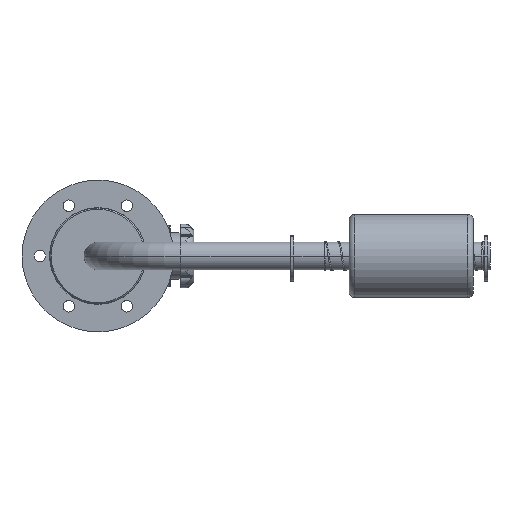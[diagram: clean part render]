
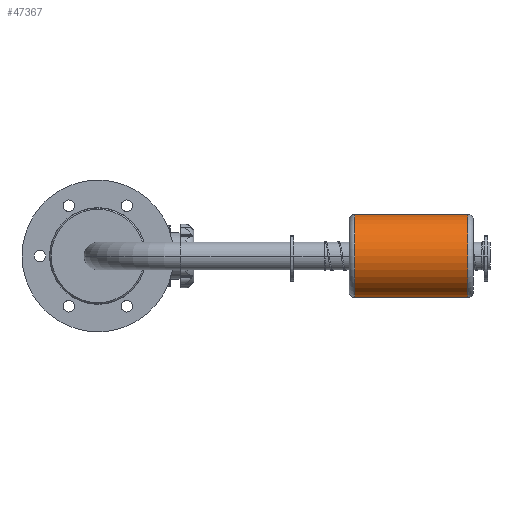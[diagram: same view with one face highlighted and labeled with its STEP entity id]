
A CAD part, front view. The second image highlights one B-rep face of the part: STEP entity #47367.
In plain terms, the highlighted cylindrical face has radius 15 mm (diameter 30 mm), a partial arc.
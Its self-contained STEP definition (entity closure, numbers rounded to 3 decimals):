
#663 = EDGE_LOOP ( 'NONE', ( #47751, #8924, #34810, #66116 ) ) ;
#6010 = CARTESIAN_POINT ( 'NONE',  ( 71.547, -80., 0. ) ) ;
#6589 = CARTESIAN_POINT ( 'NONE',  ( 93., -80., -15. ) ) ;
#8924 = ORIENTED_EDGE ( 'NONE', *, *, #33788, .T. ) ;
#11192 = CARTESIAN_POINT ( 'NONE',  ( 134., -80., -15. ) ) ;
#11357 = EDGE_CURVE ( 'NONE', #65796, #40747, #66320, .T. ) ;
#13533 = AXIS2_PLACEMENT_3D ( 'NONE', #23350, #45395, #67407 ) ;
#15220 = CARTESIAN_POINT ( 'NONE',  ( 71.547, -80., -15. ) ) ;
#19483 = AXIS2_PLACEMENT_3D ( 'NONE', #6010, #59430, #54019 ) ;
#20226 = EDGE_CURVE ( 'NONE', #40747, #50406, #40006, .T. ) ;
#23350 = CARTESIAN_POINT ( 'NONE',  ( 134., -80., 0. ) ) ;
#27343 = EDGE_CURVE ( 'NONE', #52736, #50406, #30774, .T. ) ;
#30774 = LINE ( 'NONE', #15220, #69361 ) ;
#33788 = EDGE_CURVE ( 'NONE', #52736, #65796, #68876, .T. ) ;
#34810 = ORIENTED_EDGE ( 'NONE', *, *, #11357, .T. ) ;
#36546 = CARTESIAN_POINT ( 'NONE',  ( 93., -80., 0. ) ) ;
#40006 = CIRCLE ( 'NONE', #50398, 15. ) ;
#40747 = VERTEX_POINT ( 'NONE', #58776 ) ;
#42109 = FACE_OUTER_BOUND ( 'NONE', #663, .T. ) ;
#45395 = DIRECTION ( 'NONE',  ( -1., 0., 0. ) ) ;
#47367 = ADVANCED_FACE ( 'NONE', ( #42109 ), #68841, .T. ) ;
#47694 = DIRECTION ( 'NONE',  ( 0., 0., -1. ) ) ;
#47751 = ORIENTED_EDGE ( 'NONE', *, *, #27343, .F. ) ;
#50398 = AXIS2_PLACEMENT_3D ( 'NONE', #36546, #63615, #47694 ) ;
#50406 = VERTEX_POINT ( 'NONE', #6589 ) ;
#52736 = VERTEX_POINT ( 'NONE', #11192 ) ;
#53518 = DIRECTION ( 'NONE',  ( -1., 0., 0. ) ) ;
#54019 = DIRECTION ( 'NONE',  ( 0., 0., 1. ) ) ;
#56608 = VECTOR ( 'NONE', #65971, 1000. ) ;
#58776 = CARTESIAN_POINT ( 'NONE',  ( 93., -80., 15. ) ) ;
#59430 = DIRECTION ( 'NONE',  ( -1., 0., 0. ) ) ;
#63615 = DIRECTION ( 'NONE',  ( 1., 0., 0. ) ) ;
#64344 = CARTESIAN_POINT ( 'NONE',  ( 134., -80., 15. ) ) ;
#65796 = VERTEX_POINT ( 'NONE', #64344 ) ;
#65971 = DIRECTION ( 'NONE',  ( -1., 0., 0. ) ) ;
#66116 = ORIENTED_EDGE ( 'NONE', *, *, #20226, .T. ) ;
#66320 = LINE ( 'NONE', #71065, #56608 ) ;
#67407 = DIRECTION ( 'NONE',  ( 0., 0., 1. ) ) ;
#68841 = CYLINDRICAL_SURFACE ( 'NONE', #19483, 15. ) ;
#68876 = CIRCLE ( 'NONE', #13533, 15. ) ;
#69361 = VECTOR ( 'NONE', #53518, 1000. ) ;
#71065 = CARTESIAN_POINT ( 'NONE',  ( 71.547, -80., 15. ) ) ;
